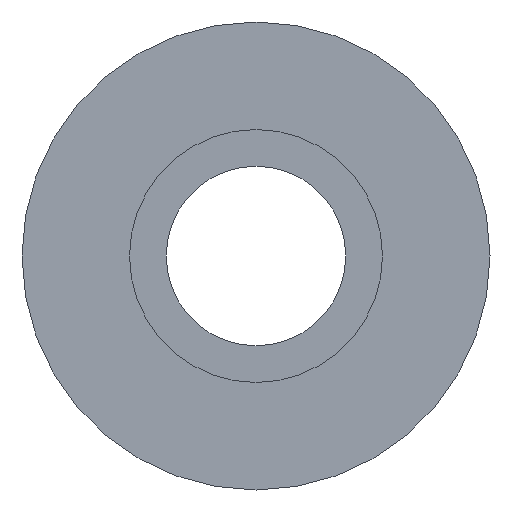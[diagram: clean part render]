
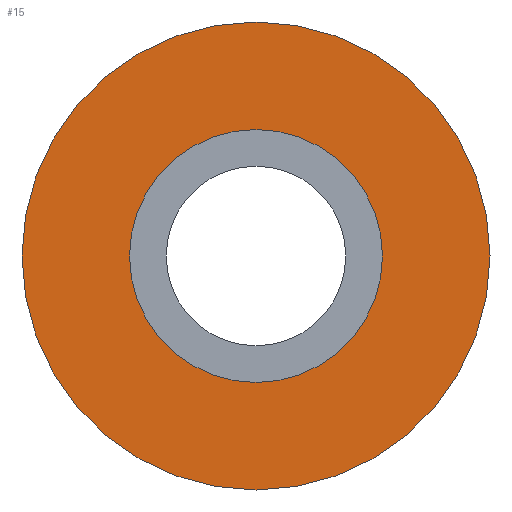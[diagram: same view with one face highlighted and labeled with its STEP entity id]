
A CAD part, front view. The second image highlights one B-rep face of the part: STEP entity #15.
In plain terms, the highlighted planar face has unit normal (0, -1, 0).
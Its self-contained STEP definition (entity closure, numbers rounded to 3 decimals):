
#8 = EDGE_LOOP ( 'NONE', ( #131, #291 ) ) ;
#13 = DIRECTION ( 'NONE',  ( 0., -1., 0. ) ) ;
#15 = ADVANCED_FACE ( 'NONE', ( #48, #159 ), #262, .T. ) ;
#25 = CIRCLE ( 'NONE', #305, 10. ) ;
#29 = DIRECTION ( 'NONE',  ( 0., 1., 0. ) ) ;
#33 = EDGE_CURVE ( 'NONE', #106, #77, #278, .T. ) ;
#48 = FACE_BOUND ( 'NONE', #234, .T. ) ;
#53 = CARTESIAN_POINT ( 'NONE',  ( 10., 0., 0. ) ) ;
#57 = CARTESIAN_POINT ( 'NONE',  ( 0., 0., 0. ) ) ;
#61 = CARTESIAN_POINT ( 'NONE',  ( -10., 0., 0. ) ) ;
#71 = ORIENTED_EDGE ( 'NONE', *, *, #157, .T. ) ;
#72 = AXIS2_PLACEMENT_3D ( 'NONE', #61, #13, #172 ) ;
#77 = VERTEX_POINT ( 'NONE', #116 ) ;
#85 = CARTESIAN_POINT ( 'NONE',  ( -10., 0., 0. ) ) ;
#103 = AXIS2_PLACEMENT_3D ( 'NONE', #57, #317, #266 ) ;
#106 = VERTEX_POINT ( 'NONE', #303 ) ;
#108 = DIRECTION ( 'NONE',  ( 0., 1., 0. ) ) ;
#116 = CARTESIAN_POINT ( 'NONE',  ( 18.5, 0., 0. ) ) ;
#131 = ORIENTED_EDGE ( 'NONE', *, *, #33, .F. ) ;
#137 = DIRECTION ( 'NONE',  ( -1., 0., 0. ) ) ;
#149 = DIRECTION ( 'NONE',  ( 0., 1., 0. ) ) ;
#157 = EDGE_CURVE ( 'NONE', #265, #299, #204, .T. ) ;
#159 = FACE_OUTER_BOUND ( 'NONE', #8, .T. ) ;
#172 = DIRECTION ( 'NONE',  ( 1., 0., 0. ) ) ;
#190 = CIRCLE ( 'NONE', #103, 18.5 ) ;
#195 = DIRECTION ( 'NONE',  ( -1., 0., 0. ) ) ;
#204 = CIRCLE ( 'NONE', #211, 10. ) ;
#209 = EDGE_CURVE ( 'NONE', #299, #265, #25, .T. ) ;
#211 = AXIS2_PLACEMENT_3D ( 'NONE', #242, #108, #137 ) ;
#217 = CARTESIAN_POINT ( 'NONE',  ( 0., 0., 0. ) ) ;
#222 = DIRECTION ( 'NONE',  ( -1., 0., 0. ) ) ;
#234 = EDGE_LOOP ( 'NONE', ( #71, #314 ) ) ;
#242 = CARTESIAN_POINT ( 'NONE',  ( 0., 0., 0. ) ) ;
#248 = EDGE_CURVE ( 'NONE', #77, #106, #190, .T. ) ;
#251 = AXIS2_PLACEMENT_3D ( 'NONE', #277, #149, #195 ) ;
#262 = PLANE ( 'NONE',  #72 ) ;
#265 = VERTEX_POINT ( 'NONE', #85 ) ;
#266 = DIRECTION ( 'NONE',  ( -1., 0., 0. ) ) ;
#277 = CARTESIAN_POINT ( 'NONE',  ( 0., 0., 0. ) ) ;
#278 = CIRCLE ( 'NONE', #251, 18.5 ) ;
#291 = ORIENTED_EDGE ( 'NONE', *, *, #248, .F. ) ;
#299 = VERTEX_POINT ( 'NONE', #53 ) ;
#303 = CARTESIAN_POINT ( 'NONE',  ( -18.5, 0., 0. ) ) ;
#305 = AXIS2_PLACEMENT_3D ( 'NONE', #217, #29, #222 ) ;
#314 = ORIENTED_EDGE ( 'NONE', *, *, #209, .T. ) ;
#317 = DIRECTION ( 'NONE',  ( 0., 1., 0. ) ) ;
